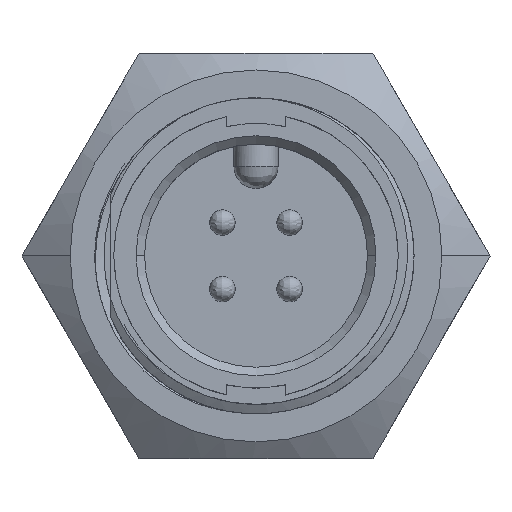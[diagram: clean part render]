
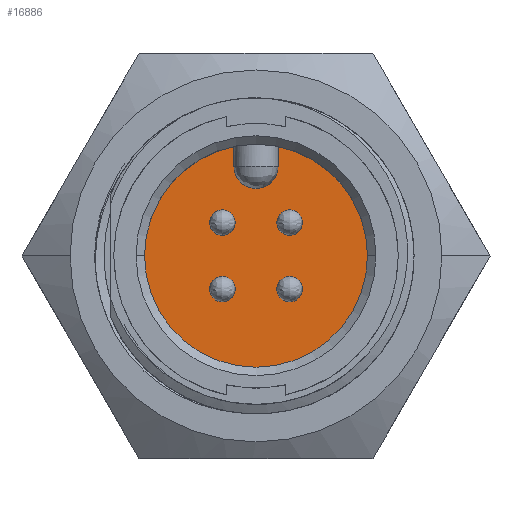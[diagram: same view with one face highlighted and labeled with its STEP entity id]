
A CAD part, top view. The second image highlights one B-rep face of the part: STEP entity #16886.
In plain terms, the highlighted planar face has unit normal (0, 0, 1).
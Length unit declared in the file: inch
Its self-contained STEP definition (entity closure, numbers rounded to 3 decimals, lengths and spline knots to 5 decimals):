
#179 = DIRECTION ( 'NONE',  ( 0., 0., -1. ) ) ;
#220 = AXIS2_PLACEMENT_3D ( 'NONE', #10877, #2803, #12224 ) ;
#289 = DIRECTION ( 'NONE',  ( 0., 0., 1. ) ) ;
#1024 = CARTESIAN_POINT ( 'NONE',  ( -0.083, -0.082, -0.30883 ) ) ;
#1057 = VERTEX_POINT ( 'NONE', #4450 ) ;
#1087 = EDGE_CURVE ( 'NONE', #15718, #12806, #14437, .T. ) ;
#1592 = CARTESIAN_POINT ( 'NONE',  ( 0., 0., -0.30883 ) ) ;
#1679 = ORIENTED_EDGE ( 'NONE', *, *, #12354, .T. ) ;
#1930 = CIRCLE ( 'NONE', #2396, 0.0315 ) ;
#2278 = VERTEX_POINT ( 'NONE', #10729 ) ;
#2386 = DIRECTION ( 'NONE',  ( 1., 0., 0. ) ) ;
#2396 = AXIS2_PLACEMENT_3D ( 'NONE', #12109, #4054, #13459 ) ;
#2747 = LINE ( 'NONE', #15804, #16642 ) ;
#2803 = DIRECTION ( 'NONE',  ( 0., 0., -1. ) ) ;
#2843 = AXIS2_PLACEMENT_3D ( 'NONE', #13387, #5348, #14726 ) ;
#2873 = VECTOR ( 'NONE', #9822, 39.37008 ) ;
#2987 = CARTESIAN_POINT ( 'NONE',  ( 0.083, 0.082, -0.30883 ) ) ;
#3054 = CARTESIAN_POINT ( 'NONE',  ( 0.275, 0., -0.30883 ) ) ;
#3079 = ORIENTED_EDGE ( 'NONE', *, *, #5337, .T. ) ;
#3320 = FACE_BOUND ( 'NONE', #17290, .T. ) ;
#3324 = DIRECTION ( 'NONE',  ( 0., 0., 1. ) ) ;
#3403 = CARTESIAN_POINT ( 'NONE',  ( -0.083, 0.082, -0.30883 ) ) ;
#3424 = AXIS2_PLACEMENT_3D ( 'NONE', #8263, #179, #9611 ) ;
#3627 = AXIS2_PLACEMENT_3D ( 'NONE', #11404, #3324, #12729 ) ;
#3707 = LINE ( 'NONE', #12401, #2873 ) ;
#3863 = CARTESIAN_POINT ( 'NONE',  ( -0.275, 0., -0.30883 ) ) ;
#4054 = DIRECTION ( 'NONE',  ( 0., 0., -1. ) ) ;
#4117 = CARTESIAN_POINT ( 'NONE',  ( -0.1145, 0.082, -0.30883 ) ) ;
#4289 = DIRECTION ( 'NONE',  ( 0., 0., 1. ) ) ;
#4338 = DIRECTION ( 'NONE',  ( 1., 0., 0. ) ) ;
#4343 = CIRCLE ( 'NONE', #8547, 0.0315 ) ;
#4450 = CARTESIAN_POINT ( 'NONE',  ( -0.0545, 0.2205, -0.30883 ) ) ;
#4511 = EDGE_LOOP ( 'NONE', ( #16688, #6676 ) ) ;
#4634 = DIRECTION ( 'NONE',  ( 0., 0., 1. ) ) ;
#4714 = VERTEX_POINT ( 'NONE', #12157 ) ;
#4733 = EDGE_LOOP ( 'NONE', ( #3079, #10769 ) ) ;
#4752 = AXIS2_PLACEMENT_3D ( 'NONE', #2987, #12398, #4338 ) ;
#4764 = DIRECTION ( 'NONE',  ( 1., 0., 0. ) ) ;
#4866 = CARTESIAN_POINT ( 'NONE',  ( -0.1145, -0.082, -0.30883 ) ) ;
#4896 = EDGE_CURVE ( 'NONE', #1057, #4714, #3707, .T. ) ;
#4910 = CARTESIAN_POINT ( 'NONE',  ( 0.1145, 0.082, -0.30883 ) ) ;
#4976 = ORIENTED_EDGE ( 'NONE', *, *, #8078, .T. ) ;
#4994 = DIRECTION ( 'NONE',  ( 0., 0., -1. ) ) ;
#5165 = CIRCLE ( 'NONE', #11740, 0.275 ) ;
#5274 = EDGE_CURVE ( 'NONE', #16256, #13943, #4343, .T. ) ;
#5330 = ORIENTED_EDGE ( 'NONE', *, *, #4896, .T. ) ;
#5337 = EDGE_CURVE ( 'NONE', #13943, #16256, #7100, .T. ) ;
#5348 = DIRECTION ( 'NONE',  ( 0., 0., -1. ) ) ;
#6160 = DIRECTION ( 'NONE',  ( 0., 0., -1. ) ) ;
#6628 = ORIENTED_EDGE ( 'NONE', *, *, #7896, .T. ) ;
#6676 = ORIENTED_EDGE ( 'NONE', *, *, #16588, .T. ) ;
#6904 = FACE_BOUND ( 'NONE', #13974, .T. ) ;
#7021 = CARTESIAN_POINT ( 'NONE',  ( 0.0515, 0.082, -0.30883 ) ) ;
#7100 = CIRCLE ( 'NONE', #16996, 0.0315 ) ;
#7179 = CIRCLE ( 'NONE', #16716, 0.0315 ) ;
#7353 = EDGE_CURVE ( 'NONE', #4714, #15718, #5165, .T. ) ;
#7896 = EDGE_CURVE ( 'NONE', #9548, #11689, #13427, .T. ) ;
#8078 = EDGE_CURVE ( 'NONE', #11689, #9548, #8641, .T. ) ;
#8263 = CARTESIAN_POINT ( 'NONE',  ( 0.083, -0.082, -0.30883 ) ) ;
#8377 = PLANE ( 'NONE',  #13897 ) ;
#8440 = ORIENTED_EDGE ( 'NONE', *, *, #13956, .T. ) ;
#8547 = AXIS2_PLACEMENT_3D ( 'NONE', #13041, #4994, #14380 ) ;
#8551 = CARTESIAN_POINT ( 'NONE',  ( -0.0515, 0.082, -0.30883 ) ) ;
#8641 = CIRCLE ( 'NONE', #4752, 0.0315 ) ;
#8772 = ORIENTED_EDGE ( 'NONE', *, *, #11908, .T. ) ;
#9034 = DIRECTION ( 'NONE',  ( 0., -1., 0. ) ) ;
#9096 = VERTEX_POINT ( 'NONE', #13065 ) ;
#9548 = VERTEX_POINT ( 'NONE', #7021 ) ;
#9611 = DIRECTION ( 'NONE',  ( 1., 0., 0. ) ) ;
#9696 = VERTEX_POINT ( 'NONE', #8551 ) ;
#9720 = DIRECTION ( 'NONE',  ( 1., 0., 0. ) ) ;
#9822 = DIRECTION ( 'NONE',  ( 0., 1., 0. ) ) ;
#9983 = ORIENTED_EDGE ( 'NONE', *, *, #1087, .T. ) ;
#10456 = DIRECTION ( 'NONE',  ( 0., 0., -1. ) ) ;
#10729 = CARTESIAN_POINT ( 'NONE',  ( 0.0545, 0.2205, -0.30883 ) ) ;
#10763 = CIRCLE ( 'NONE', #3627, 0.275 ) ;
#10769 = ORIENTED_EDGE ( 'NONE', *, *, #5274, .T. ) ;
#10863 = EDGE_LOOP ( 'NONE', ( #1679, #5330, #11362, #9983, #14537, #17237 ) ) ;
#10877 = CARTESIAN_POINT ( 'NONE',  ( 0.083, 0.082, -0.30883 ) ) ;
#11004 = AXIS2_PLACEMENT_3D ( 'NONE', #12682, #4634, #14028 ) ;
#11354 = CIRCLE ( 'NONE', #2843, 0.0315 ) ;
#11362 = ORIENTED_EDGE ( 'NONE', *, *, #7353, .T. ) ;
#11404 = CARTESIAN_POINT ( 'NONE',  ( 0., 0., -0.30883 ) ) ;
#11428 = CARTESIAN_POINT ( 'NONE',  ( -0.0515, -0.082, -0.30883 ) ) ;
#11446 = AXIS2_PLACEMENT_3D ( 'NONE', #14205, #6160, #15544 ) ;
#11579 = EDGE_CURVE ( 'NONE', #12806, #11831, #10763, .T. ) ;
#11689 = VERTEX_POINT ( 'NONE', #4910 ) ;
#11740 = AXIS2_PLACEMENT_3D ( 'NONE', #12353, #4289, #13692 ) ;
#11742 = EDGE_CURVE ( 'NONE', #11831, #2278, #2747, .T. ) ;
#11831 = VERTEX_POINT ( 'NONE', #16026 ) ;
#11908 = EDGE_CURVE ( 'NONE', #9696, #11981, #1930, .T. ) ;
#11981 = VERTEX_POINT ( 'NONE', #4117 ) ;
#11985 = CARTESIAN_POINT ( 'NONE',  ( 0.0515, -0.082, -0.30883 ) ) ;
#12109 = CARTESIAN_POINT ( 'NONE',  ( -0.083, 0.082, -0.30883 ) ) ;
#12157 = CARTESIAN_POINT ( 'NONE',  ( -0.0545, 0.26955, -0.30883 ) ) ;
#12224 = DIRECTION ( 'NONE',  ( 1., 0., 0. ) ) ;
#12353 = CARTESIAN_POINT ( 'NONE',  ( 0., 0., -0.30883 ) ) ;
#12354 = EDGE_CURVE ( 'NONE', #2278, #1057, #17251, .T. ) ;
#12398 = DIRECTION ( 'NONE',  ( 0., 0., -1. ) ) ;
#12401 = CARTESIAN_POINT ( 'NONE',  ( -0.0545, 0., -0.30883 ) ) ;
#12682 = CARTESIAN_POINT ( 'NONE',  ( 0., 0., -0.30883 ) ) ;
#12729 = DIRECTION ( 'NONE',  ( 1., 0., 0. ) ) ;
#12806 = VERTEX_POINT ( 'NONE', #3054 ) ;
#12815 = DIRECTION ( 'NONE',  ( 0., 0., -1. ) ) ;
#13041 = CARTESIAN_POINT ( 'NONE',  ( -0.083, -0.082, -0.30883 ) ) ;
#13065 = CARTESIAN_POINT ( 'NONE',  ( 0.1145, -0.082, -0.30883 ) ) ;
#13387 = CARTESIAN_POINT ( 'NONE',  ( 0.083, -0.082, -0.30883 ) ) ;
#13427 = CIRCLE ( 'NONE', #220, 0.0315 ) ;
#13459 = DIRECTION ( 'NONE',  ( 1., 0., 0. ) ) ;
#13608 = FACE_BOUND ( 'NONE', #4511, .T. ) ;
#13692 = DIRECTION ( 'NONE',  ( 1., 0., 0. ) ) ;
#13897 = AXIS2_PLACEMENT_3D ( 'NONE', #1592, #289, #9720 ) ;
#13943 = VERTEX_POINT ( 'NONE', #11428 ) ;
#13956 = EDGE_CURVE ( 'NONE', #11981, #9696, #7179, .T. ) ;
#13974 = EDGE_LOOP ( 'NONE', ( #8772, #8440 ) ) ;
#14028 = DIRECTION ( 'NONE',  ( 1., 0., 0. ) ) ;
#14035 = FACE_BOUND ( 'NONE', #4733, .T. ) ;
#14205 = CARTESIAN_POINT ( 'NONE',  ( 0., 0.2205, -0.30883 ) ) ;
#14380 = DIRECTION ( 'NONE',  ( 1., 0., 0. ) ) ;
#14437 = CIRCLE ( 'NONE', #11004, 0.275 ) ;
#14537 = ORIENTED_EDGE ( 'NONE', *, *, #11579, .T. ) ;
#14726 = DIRECTION ( 'NONE',  ( 1., 0., 0. ) ) ;
#15544 = DIRECTION ( 'NONE',  ( -1., 0., 0. ) ) ;
#15718 = VERTEX_POINT ( 'NONE', #3863 ) ;
#15744 = EDGE_CURVE ( 'NONE', #9096, #17388, #11354, .T. ) ;
#15804 = CARTESIAN_POINT ( 'NONE',  ( 0.0545, 0., -0.30883 ) ) ;
#16026 = CARTESIAN_POINT ( 'NONE',  ( 0.0545, 0.26955, -0.30883 ) ) ;
#16256 = VERTEX_POINT ( 'NONE', #4866 ) ;
#16549 = CIRCLE ( 'NONE', #3424, 0.0315 ) ;
#16588 = EDGE_CURVE ( 'NONE', #17388, #9096, #16549, .T. ) ;
#16642 = VECTOR ( 'NONE', #9034, 39.37008 ) ;
#16688 = ORIENTED_EDGE ( 'NONE', *, *, #15744, .T. ) ;
#16716 = AXIS2_PLACEMENT_3D ( 'NONE', #3403, #12815, #4764 ) ;
#16886 = ADVANCED_FACE ( 'NONE', ( #14035, #3320, #17175, #6904, #13608 ), #8377, .T. ) ;
#16996 = AXIS2_PLACEMENT_3D ( 'NONE', #1024, #10456, #2386 ) ;
#17175 = FACE_OUTER_BOUND ( 'NONE', #10863, .T. ) ;
#17237 = ORIENTED_EDGE ( 'NONE', *, *, #11742, .T. ) ;
#17251 = CIRCLE ( 'NONE', #11446, 0.0545 ) ;
#17290 = EDGE_LOOP ( 'NONE', ( #4976, #6628 ) ) ;
#17388 = VERTEX_POINT ( 'NONE', #11985 ) ;
